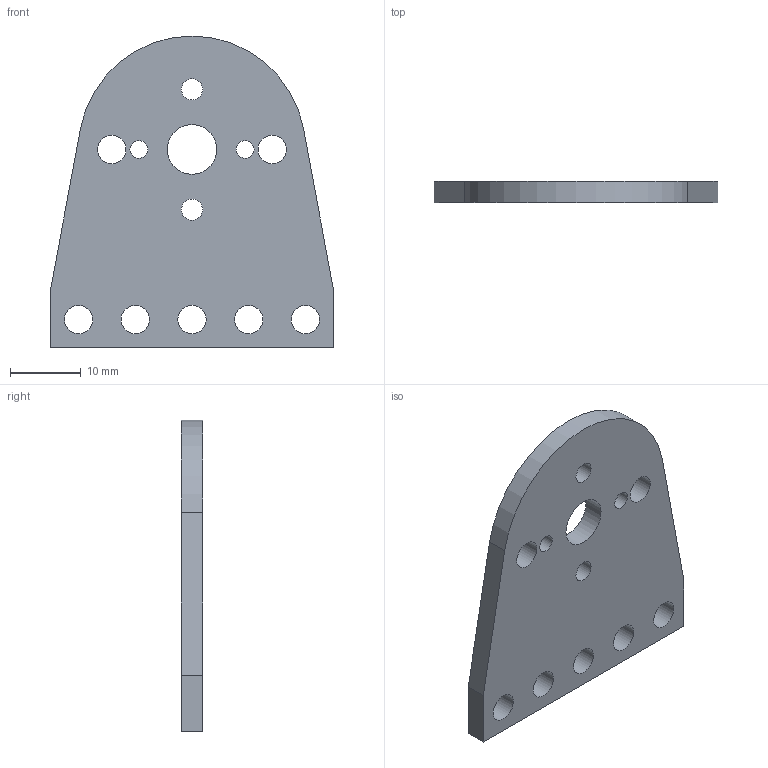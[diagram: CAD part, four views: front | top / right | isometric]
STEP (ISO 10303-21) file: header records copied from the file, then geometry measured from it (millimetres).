
FILE_DESCRIPTION( ( '' ), ' ' );
FILE_NAME( '5a596ecc2911760eedb78575.step', '2018-01-13T02:28:29', ( '' ), ( '' ), ' ', ' ', ' ' );
FILE_SCHEMA( ( 'AUTOMOTIVE_DESIGN { 1 0 10303 214 1 1 1 1 }' ) );
Length unit declared in the file: metre
Products named in the file (1): econ gear motor mount
Bounding box: 40 x 3 x 44 mm (x, y, z)
Volume: 3893.3 mm3; surface area: 3470.1 mm2
Topology: 1 solids, 1 shells, 20 faces, 54 edges, 36 vertices
Faces by surface type: cylinder 13, plane 7
Full cylindrical faces by diameter (mm): 2.5 x2, 3 x2, 4 x7, 7 x1
Entity records: 808 total; most frequent: DIRECTION 110, CARTESIAN_POINT 99, ORIENTED_EDGE 84, EDGE_LOOP 56, AXIS2_PLACEMENT_3D 47, EDGE_CURVE 42, VERTEX_POINT 36, FACE_OUTER_BOUND 32
